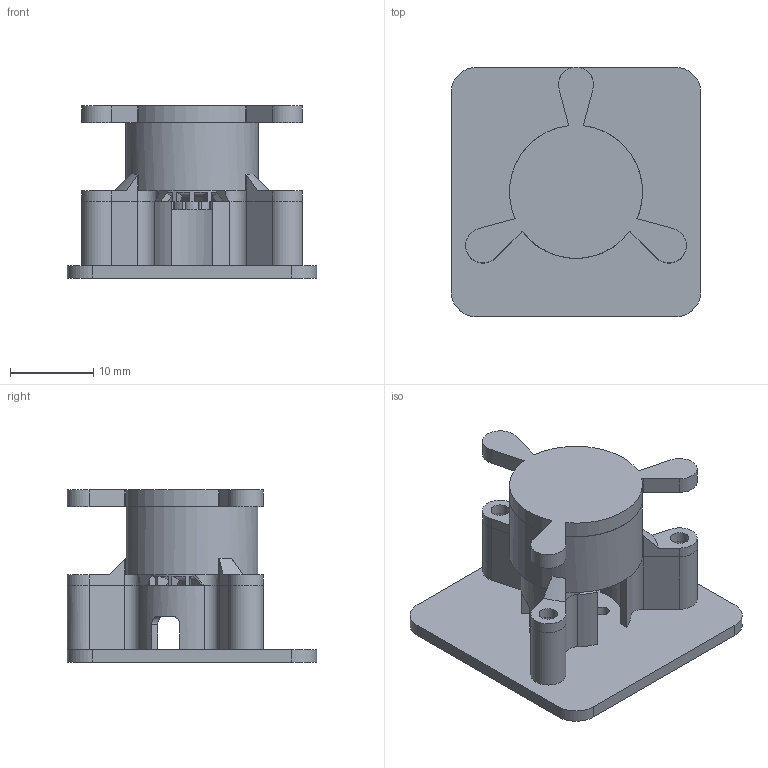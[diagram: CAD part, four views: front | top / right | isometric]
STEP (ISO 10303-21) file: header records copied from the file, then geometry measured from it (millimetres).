
FILE_DESCRIPTION(/* description */ ('STEP AP242','CAx-IF Rec.Pracs.---Representation and Presentation of Product Manufacturing Information (PMI)---4.0---2014-10-13','CAx-IF Rec.Pracs.---3D Tessellated Geometry---0.4---2014-09-14','2;1'),/* implementation_level */ '2;1');
FILE_NAME(/* name */ '66a2db245828f0683004911c',/* time_stamp */ '2024-07-25T23:09:24Z',/* author */ (''),/* organization */ (''),/* preprocessor_version */ 'ST-DEVELOPER v20',/* originating_system */ ' ',/* authorisation */ ' ');
FILE_SCHEMA (('AP242_MANAGED_MODEL_BASED_3D_ENGINEERING_MIM_LF { 1 0 10303 442 1 1 4 }'));
Length unit declared in the file: metre
Products named in the file (7): top; outer ring; center shaft top; 2nd disk; 1st disk; motor mount; center shaft bottom
Bounding box: 30 x 30 x 20.7 mm (x, y, z)
Volume: 3854.2 mm3; surface area: 6266.4 mm2
Topology: 7 solids, 7 shells, 314 faces, 834 edges, 549 vertices
Faces by surface type: plane 168, cylinder 136, bspline 7, cone 3
Full cylindrical faces by diameter (mm): 0.6 x30, 1.046 x8, 1.1 x2, 1.6 x3, 2 x1, 2.2 x6, 2.9 x2, 3 x2, 3.1 x1, 3.3 x2, 10.5 x1, 11.2 x2, 16 x1
Entity records: 10879 total; most frequent: CARTESIAN_POINT 3022, DIRECTION 1660, ORIENTED_EDGE 1496, EDGE_CURVE 748, AXIS2_PLACEMENT_3D 675, VERTEX_POINT 527, EDGE_LOOP 443, FACE_BOUND 443
